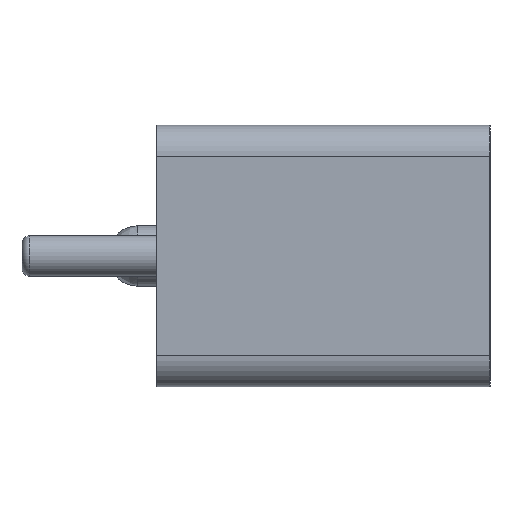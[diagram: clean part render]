
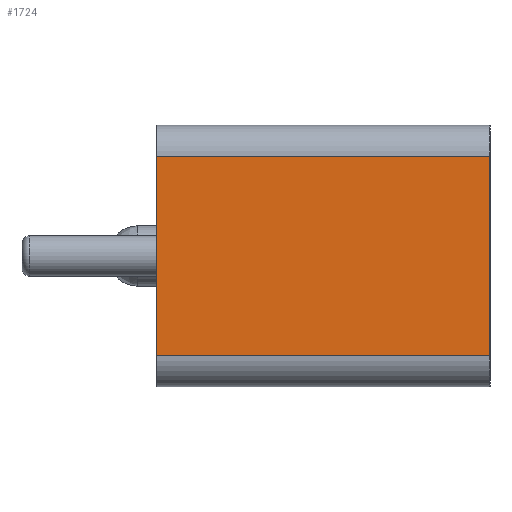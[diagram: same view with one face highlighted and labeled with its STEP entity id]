
A CAD part, left-side view. The second image highlights one B-rep face of the part: STEP entity #1724.
In plain terms, the highlighted planar face has unit normal (-1, 0, 0).
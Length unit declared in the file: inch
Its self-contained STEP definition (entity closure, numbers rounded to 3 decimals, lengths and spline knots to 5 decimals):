
#36=DIRECTION('',(0.,0.,-1.));
#37=VECTOR('',#36,0.25126);
#38=CARTESIAN_POINT('',(-0.485,0.,0.12563));
#39=LINE('',#38,#37);
#373=DIRECTION('',(0.,0.,-1.));
#374=VECTOR('',#373,0.25126);
#375=CARTESIAN_POINT('',(-0.485,-0.42,0.12563));
#376=LINE('',#375,#374);
#451=DIRECTION('',(0.,-1.,0.));
#452=VECTOR('',#451,0.42);
#453=CARTESIAN_POINT('',(-0.485,0.,0.12563));
#454=LINE('',#453,#452);
#459=DIRECTION('',(0.,-1.,0.));
#460=VECTOR('',#459,0.42);
#461=CARTESIAN_POINT('',(-0.485,0.,-0.12563));
#462=LINE('',#461,#460);
#891=CARTESIAN_POINT('',(-0.485,0.,0.12563));
#892=CARTESIAN_POINT('',(-0.485,0.,-0.12563));
#893=VERTEX_POINT('',#891);
#894=VERTEX_POINT('',#892);
#915=CARTESIAN_POINT('',(-0.485,-0.42,0.12563));
#916=CARTESIAN_POINT('',(-0.485,-0.42,-0.12563));
#917=VERTEX_POINT('',#915);
#918=VERTEX_POINT('',#916);
#1711=CARTESIAN_POINT('',(-0.485,0.,0.12563));
#1712=DIRECTION('',(-1.,0.,0.));
#1713=DIRECTION('',(0.,0.,-1.));
#1714=AXIS2_PLACEMENT_3D('',#1711,#1712,#1713);
#1715=PLANE('',#1714);
#1716=ORIENTED_EDGE('',*,*,#1158,.F.);
#1718=ORIENTED_EDGE('',*,*,#1717,.T.);
#1719=ORIENTED_EDGE('',*,*,#1682,.T.);
#1721=ORIENTED_EDGE('',*,*,#1720,.F.);
#1722=EDGE_LOOP('',(#1716,#1718,#1719,#1721));
#1723=FACE_OUTER_BOUND('',#1722,.F.);
#1724=ADVANCED_FACE('',(#1723),#1715,.T.);
#1158=EDGE_CURVE('',#893,#894,#39,.T.);
#1682=EDGE_CURVE('',#917,#918,#376,.T.);
#1717=EDGE_CURVE('',#893,#917,#454,.T.);
#1720=EDGE_CURVE('',#894,#918,#462,.T.);
